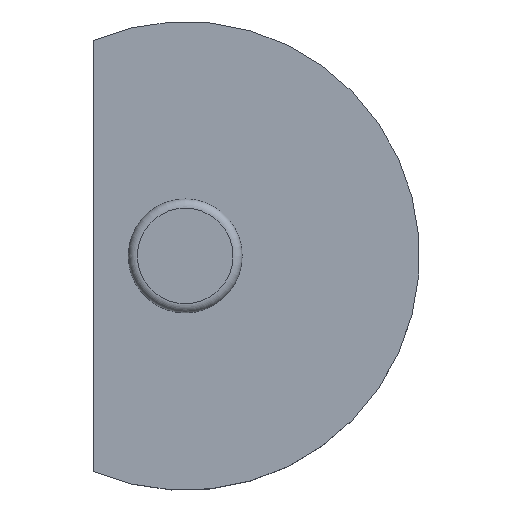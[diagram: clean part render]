
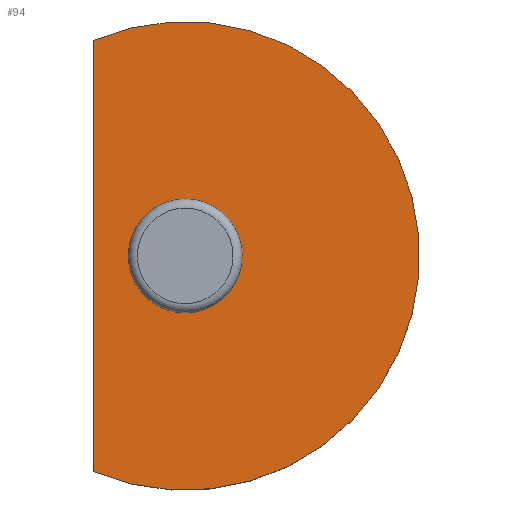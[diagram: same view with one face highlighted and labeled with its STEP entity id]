
A CAD part, top view. The second image highlights one B-rep face of the part: STEP entity #94.
In plain terms, the highlighted planar face has unit normal (0, 0, 1).
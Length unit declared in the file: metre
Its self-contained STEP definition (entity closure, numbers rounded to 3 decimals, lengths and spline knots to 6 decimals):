
#23=LINE('',#163,#27);
#27=VECTOR('',#134,1.);
#31=ORIENTED_EDGE('',*,*,#49,.F.);
#32=ORIENTED_EDGE('',*,*,#50,.F.);
#33=ORIENTED_EDGE('',*,*,#51,.F.);
#49=EDGE_CURVE('',#58,#58,#65,.F.);
#50=EDGE_CURVE('',#59,#60,#66,.T.);
#51=EDGE_CURVE('',#60,#59,#23,.T.);
#58=VERTEX_POINT('',#159);
#59=VERTEX_POINT('',#161);
#60=VERTEX_POINT('',#162);
#65=CIRCLE('',#115,0.0031);
#66=CIRCLE('',#116,0.01275);
#70=EDGE_LOOP('',(#31));
#71=EDGE_LOOP('',(#32,#33));
#80=FACE_BOUND('',#70,.T.);
#81=FACE_BOUND('',#71,.T.);
#90=PLANE('',#114);
#94=ADVANCED_FACE('',(#80,#81),#90,.F.);
#114=AXIS2_PLACEMENT_3D('',#157,#128,#129);
#115=AXIS2_PLACEMENT_3D('',#158,#130,#131);
#116=AXIS2_PLACEMENT_3D('',#160,#132,#133);
#128=DIRECTION('',(0.,0.,-1.));
#129=DIRECTION('',(-1.,0.,0.));
#130=DIRECTION('',(0.,0.,-1.));
#131=DIRECTION('',(-1.,0.,0.));
#132=DIRECTION('',(0.,0.,-1.));
#133=DIRECTION('',(-1.,0.,0.));
#134=DIRECTION('',(0.,1.,0.));
#157=CARTESIAN_POINT('',(0.,0.,0.005));
#158=CARTESIAN_POINT('',(0.,0.,0.005));
#159=CARTESIAN_POINT('',(-0.0031,0.,0.005));
#160=CARTESIAN_POINT('',(0.,0.,0.005));
#161=CARTESIAN_POINT('',(-0.005,0.011729,0.005));
#162=CARTESIAN_POINT('',(-0.005,-0.011729,0.005));
#163=CARTESIAN_POINT('',(-0.005,-0.011729,0.005));
